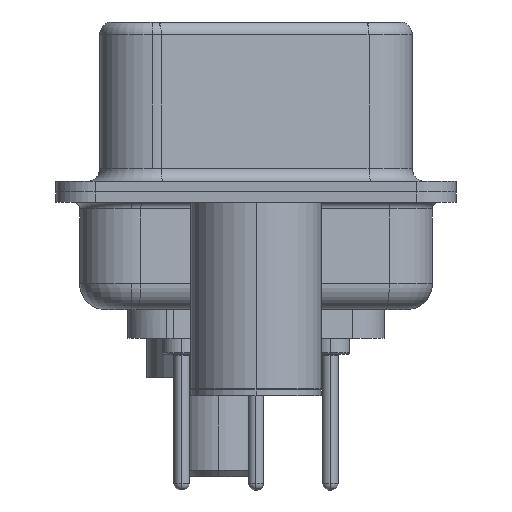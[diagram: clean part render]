
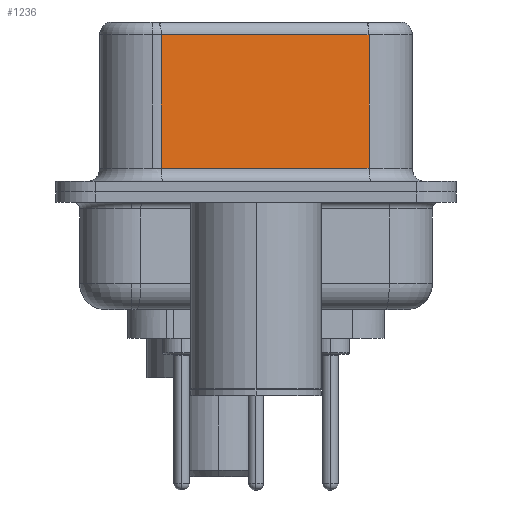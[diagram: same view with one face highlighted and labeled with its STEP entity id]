
A CAD part, left-side view. The second image highlights one B-rep face of the part: STEP entity #1236.
In plain terms, the highlighted planar face has unit normal (-0.985, -0.174, 0).
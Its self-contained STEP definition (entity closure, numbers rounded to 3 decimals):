
#1089 = PLANE ( 'NONE',  #19739 ) ;
#1236 = ADVANCED_FACE ( 'NONE', ( #6297 ), #1089, .F. ) ;
#1952 = LINE ( 'NONE', #33268, #8113 ) ;
#3269 = CARTESIAN_POINT ( 'NONE',  ( 3.73, 3.628, 6.52 ) ) ;
#4744 = DIRECTION ( 'NONE',  ( 0., 0., -1. ) ) ;
#4981 = VECTOR ( 'NONE', #8477, 1000. ) ;
#5093 = VERTEX_POINT ( 'NONE', #33388 ) ;
#5501 = CARTESIAN_POINT ( 'NONE',  ( 5.132, -4.322, 0.9 ) ) ;
#5991 = EDGE_CURVE ( 'NONE', #33168, #5093, #1952, .T. ) ;
#6297 = FACE_OUTER_BOUND ( 'NONE', #13564, .T. ) ;
#6754 = VECTOR ( 'NONE', #15604, 1000. ) ;
#7078 = LINE ( 'NONE', #5501, #14146 ) ;
#8113 = VECTOR ( 'NONE', #4744, 1000. ) ;
#8204 = EDGE_CURVE ( 'NONE', #12279, #5093, #7078, .T. ) ;
#8477 = DIRECTION ( 'NONE',  ( 0., 0., -1. ) ) ;
#10896 = DIRECTION ( 'NONE',  ( 0.174, -0.985, 0. ) ) ;
#11039 = ORIENTED_EDGE ( 'NONE', *, *, #8204, .T. ) ;
#11943 = CARTESIAN_POINT ( 'NONE',  ( 3.73, 3.628, 6.02 ) ) ;
#12279 = VERTEX_POINT ( 'NONE', #27977 ) ;
#12724 = DIRECTION ( 'NONE',  ( 0.985, 0.174, 0. ) ) ;
#12806 = VERTEX_POINT ( 'NONE', #11943 ) ;
#13564 = EDGE_LOOP ( 'NONE', ( #31229, #21308, #18456, #11039 ) ) ;
#13631 = EDGE_CURVE ( 'NONE', #33168, #12806, #20771, .T. ) ;
#14146 = VECTOR ( 'NONE', #10896, 1000. ) ;
#15604 = DIRECTION ( 'NONE',  ( -0.174, 0.985, 0. ) ) ;
#18456 = ORIENTED_EDGE ( 'NONE', *, *, #21120, .T. ) ;
#19739 = AXIS2_PLACEMENT_3D ( 'NONE', #20550, #12724, #30675 ) ;
#20550 = CARTESIAN_POINT ( 'NONE',  ( 5.132, -4.322, 6.52 ) ) ;
#20771 = LINE ( 'NONE', #25879, #6754 ) ;
#21120 = EDGE_CURVE ( 'NONE', #12806, #12279, #25898, .T. ) ;
#21308 = ORIENTED_EDGE ( 'NONE', *, *, #13631, .T. ) ;
#22938 = CARTESIAN_POINT ( 'NONE',  ( 5.132, -4.322, 6.02 ) ) ;
#25879 = CARTESIAN_POINT ( 'NONE',  ( 5.132, -4.322, 6.02 ) ) ;
#25898 = LINE ( 'NONE', #3269, #4981 ) ;
#27977 = CARTESIAN_POINT ( 'NONE',  ( 3.73, 3.628, 0.9 ) ) ;
#30675 = DIRECTION ( 'NONE',  ( -0.174, 0.985, 0. ) ) ;
#31229 = ORIENTED_EDGE ( 'NONE', *, *, #5991, .F. ) ;
#33168 = VERTEX_POINT ( 'NONE', #22938 ) ;
#33268 = CARTESIAN_POINT ( 'NONE',  ( 5.132, -4.322, 6.52 ) ) ;
#33388 = CARTESIAN_POINT ( 'NONE',  ( 5.132, -4.322, 0.9 ) ) ;
